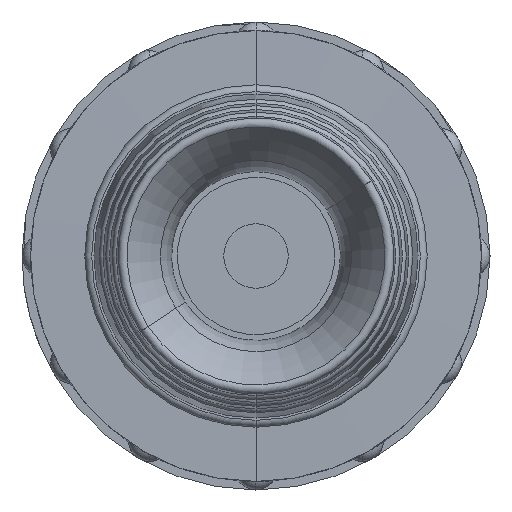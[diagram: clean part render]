
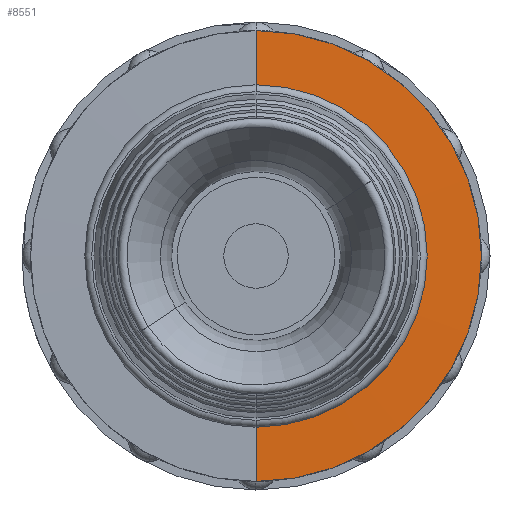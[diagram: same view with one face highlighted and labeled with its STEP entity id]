
A CAD part, front view. The second image highlights one B-rep face of the part: STEP entity #8551.
In plain terms, the highlighted conical face has half-angle 88.949 degrees and reference radius 54500 mm.
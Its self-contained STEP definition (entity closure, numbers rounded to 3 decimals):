
#651 = DIRECTION ( 'NONE',  ( 0., 1., 0. ) ) ;
#849 = CARTESIAN_POINT ( 'NONE',  ( 0., -3.694, 0. ) ) ;
#1924 = LINE ( 'NONE', #4845, #4514 ) ;
#2168 = CARTESIAN_POINT ( 'NONE',  ( 0., -3.694, 38.5 ) ) ;
#2317 = CARTESIAN_POINT ( 'NONE',  ( 0., -4.4, 0. ) ) ;
#2730 = CARTESIAN_POINT ( 'NONE',  ( 0., 995.6, 0. ) ) ;
#2739 = VERTEX_POINT ( 'NONE', #5115 ) ;
#2913 = AXIS2_PLACEMENT_3D ( 'NONE', #12463, #5585, #10502 ) ;
#3558 = VECTOR ( 'NONE', #7318, 1000. ) ;
#3712 = AXIS2_PLACEMENT_3D ( 'NONE', #2730, #651, #7858 ) ;
#3759 = FACE_OUTER_BOUND ( 'NONE', #7994, .T. ) ;
#3852 = EDGE_CURVE ( 'NONE', #9327, #2739, #1924, .T. ) ;
#4243 = LINE ( 'NONE', #2317, #3558 ) ;
#4514 = VECTOR ( 'NONE', #5925, 1000. ) ;
#4768 = CIRCLE ( 'NONE', #9147, 38.5 ) ;
#4845 = CARTESIAN_POINT ( 'NONE',  ( 0., -4.4, 0. ) ) ;
#5115 = CARTESIAN_POINT ( 'NONE',  ( 0., -3.437, -52.5 ) ) ;
#5203 = CARTESIAN_POINT ( 'NONE',  ( 0., -3.437, 52.5 ) ) ;
#5585 = DIRECTION ( 'NONE',  ( 0., 1., 0. ) ) ;
#5822 = CONICAL_SURFACE ( 'NONE', #3712, 54500., 1.552 ) ;
#5925 = DIRECTION ( 'NONE',  ( 0., 0.018, -1. ) ) ;
#6148 = ORIENTED_EDGE ( 'NONE', *, *, #7743, .F. ) ;
#6357 = CARTESIAN_POINT ( 'NONE',  ( 0., -3.694, -38.5 ) ) ;
#6487 = CIRCLE ( 'NONE', #2913, 52.5 ) ;
#7318 = DIRECTION ( 'NONE',  ( 0., 0.018, 1. ) ) ;
#7743 = EDGE_CURVE ( 'NONE', #10136, #12494, #4243, .T. ) ;
#7858 = DIRECTION ( 'NONE',  ( 0., 0., 1. ) ) ;
#7871 = ORIENTED_EDGE ( 'NONE', *, *, #11057, .F. ) ;
#7994 = EDGE_LOOP ( 'NONE', ( #9090, #11399, #7871, #6148 ) ) ;
#8551 = ADVANCED_FACE ( 'NONE', ( #3759 ), #5822, .T. ) ;
#9090 = ORIENTED_EDGE ( 'NONE', *, *, #11856, .T. ) ;
#9147 = AXIS2_PLACEMENT_3D ( 'NONE', #849, #12961, #10738 ) ;
#9327 = VERTEX_POINT ( 'NONE', #6357 ) ;
#10136 = VERTEX_POINT ( 'NONE', #2168 ) ;
#10502 = DIRECTION ( 'NONE',  ( 0., 0., 1. ) ) ;
#10738 = DIRECTION ( 'NONE',  ( 0., 0., 1. ) ) ;
#11057 = EDGE_CURVE ( 'NONE', #12494, #2739, #6487, .T. ) ;
#11399 = ORIENTED_EDGE ( 'NONE', *, *, #3852, .T. ) ;
#11856 = EDGE_CURVE ( 'NONE', #10136, #9327, #4768, .T. ) ;
#12463 = CARTESIAN_POINT ( 'NONE',  ( 0., -3.437, 0. ) ) ;
#12494 = VERTEX_POINT ( 'NONE', #5203 ) ;
#12961 = DIRECTION ( 'NONE',  ( 0., 1., 0. ) ) ;
